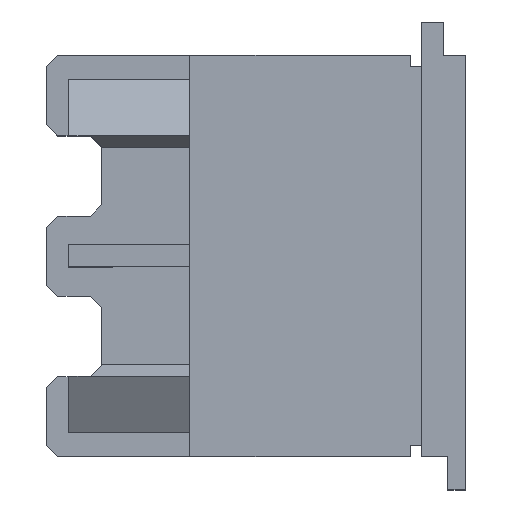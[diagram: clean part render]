
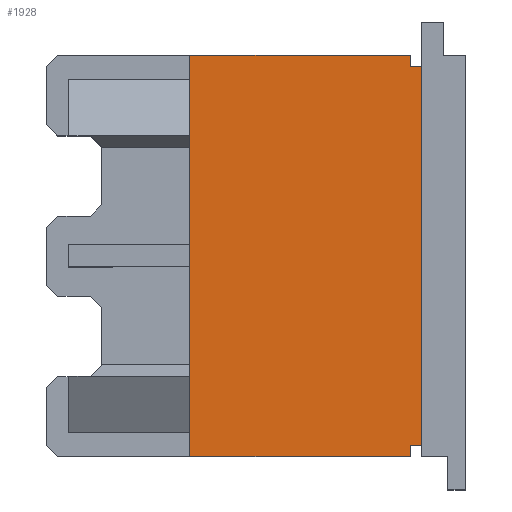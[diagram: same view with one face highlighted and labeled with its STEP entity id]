
A CAD part, top view. The second image highlights one B-rep face of the part: STEP entity #1928.
In plain terms, the highlighted planar face has unit normal (0, 0, 1).
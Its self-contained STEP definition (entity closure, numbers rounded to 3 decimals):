
#33 = LINE ( 'NONE', #6134, #2508 ) ;
#115 = CARTESIAN_POINT ( 'NONE',  ( -5.992, -9.1, 18. ) ) ;
#160 = DIRECTION ( 'NONE',  ( 0., -1., 0. ) ) ;
#177 = LINE ( 'NONE', #2981, #5187 ) ;
#204 = VECTOR ( 'NONE', #2114, 1000. ) ;
#279 = ORIENTED_EDGE ( 'NONE', *, *, #4389, .F. ) ;
#343 = EDGE_LOOP ( 'NONE', ( #2955, #3823, #279, #4997, #4408, #442, #2926, #2476 ) ) ;
#442 = ORIENTED_EDGE ( 'NONE', *, *, #2201, .F. ) ;
#445 = VERTEX_POINT ( 'NONE', #6125 ) ;
#492 = VECTOR ( 'NONE', #5456, 1000. ) ;
#619 = EDGE_CURVE ( 'NONE', #1769, #3313, #1657, .T. ) ;
#637 = DIRECTION ( 'NONE',  ( -1., 0., 0. ) ) ;
#658 = EDGE_CURVE ( 'NONE', #4044, #5864, #177, .T. ) ;
#859 = CARTESIAN_POINT ( 'NONE',  ( 10.5, 8.6, 18. ) ) ;
#1099 = VECTOR ( 'NONE', #2959, 1000. ) ;
#1344 = CARTESIAN_POINT ( 'NONE',  ( 10.5, -10.6, 18. ) ) ;
#1350 = CARTESIAN_POINT ( 'NONE',  ( 10.5, 8.6, 18. ) ) ;
#1657 = LINE ( 'NONE', #4961, #492 ) ;
#1760 = CARTESIAN_POINT ( 'NONE',  ( 10., -9.1, 18. ) ) ;
#1769 = VERTEX_POINT ( 'NONE', #5695 ) ;
#1808 = CARTESIAN_POINT ( 'NONE',  ( 10., 8.6, 18. ) ) ;
#1928 = ADVANCED_FACE ( 'NONE', ( #4673 ), #4351, .F. ) ;
#2114 = DIRECTION ( 'NONE',  ( -1., 0., 0. ) ) ;
#2201 = EDGE_CURVE ( 'NONE', #5160, #5864, #6297, .T. ) ;
#2251 = LINE ( 'NONE', #5953, #1099 ) ;
#2260 = DIRECTION ( 'NONE',  ( 0., -1., 0. ) ) ;
#2305 = VECTOR ( 'NONE', #4870, 1000. ) ;
#2348 = DIRECTION ( 'NONE',  ( -1., 0., 0. ) ) ;
#2476 = ORIENTED_EDGE ( 'NONE', *, *, #5322, .F. ) ;
#2494 = EDGE_CURVE ( 'NONE', #4995, #1769, #4343, .T. ) ;
#2508 = VECTOR ( 'NONE', #160, 1000. ) ;
#2926 = ORIENTED_EDGE ( 'NONE', *, *, #3756, .F. ) ;
#2955 = ORIENTED_EDGE ( 'NONE', *, *, #619, .F. ) ;
#2959 = DIRECTION ( 'NONE',  ( 1., 0., 0. ) ) ;
#2981 = CARTESIAN_POINT ( 'NONE',  ( 10.5, -10.6, 18. ) ) ;
#3116 = LINE ( 'NONE', #4639, #5469 ) ;
#3313 = VERTEX_POINT ( 'NONE', #5462 ) ;
#3455 = VECTOR ( 'NONE', #2260, 1000. ) ;
#3682 = CARTESIAN_POINT ( 'NONE',  ( 10., -9.1, 18. ) ) ;
#3756 = EDGE_CURVE ( 'NONE', #5360, #5160, #33, .T. ) ;
#3823 = ORIENTED_EDGE ( 'NONE', *, *, #2494, .F. ) ;
#4044 = VERTEX_POINT ( 'NONE', #4879 ) ;
#4343 = LINE ( 'NONE', #115, #204 ) ;
#4351 = PLANE ( 'NONE',  #5891 ) ;
#4389 = EDGE_CURVE ( 'NONE', #445, #4995, #5950, .T. ) ;
#4408 = ORIENTED_EDGE ( 'NONE', *, *, #658, .T. ) ;
#4639 = CARTESIAN_POINT ( 'NONE',  ( 10.5, -8.6, 18. ) ) ;
#4673 = FACE_OUTER_BOUND ( 'NONE', #343, .T. ) ;
#4870 = DIRECTION ( 'NONE',  ( 1., 0., 0. ) ) ;
#4879 = CARTESIAN_POINT ( 'NONE',  ( 10.5, -8.6, 18. ) ) ;
#4961 = CARTESIAN_POINT ( 'NONE',  ( 0., -10.6, 18. ) ) ;
#4995 = VERTEX_POINT ( 'NONE', #3682 ) ;
#4997 = ORIENTED_EDGE ( 'NONE', *, *, #5616, .F. ) ;
#5160 = VERTEX_POINT ( 'NONE', #1808 ) ;
#5187 = VECTOR ( 'NONE', #5963, 1000. ) ;
#5322 = EDGE_CURVE ( 'NONE', #3313, #5360, #2251, .T. ) ;
#5356 = DIRECTION ( 'NONE',  ( 0., 0., -1. ) ) ;
#5360 = VERTEX_POINT ( 'NONE', #5997 ) ;
#5456 = DIRECTION ( 'NONE',  ( 0., 1., 0. ) ) ;
#5462 = CARTESIAN_POINT ( 'NONE',  ( 0., 9.1, 18. ) ) ;
#5469 = VECTOR ( 'NONE', #637, 1000. ) ;
#5616 = EDGE_CURVE ( 'NONE', #4044, #445, #3116, .T. ) ;
#5695 = CARTESIAN_POINT ( 'NONE',  ( 0., -9.1, 18. ) ) ;
#5864 = VERTEX_POINT ( 'NONE', #1350 ) ;
#5891 = AXIS2_PLACEMENT_3D ( 'NONE', #1344, #5356, #2348 ) ;
#5950 = LINE ( 'NONE', #1760, #3455 ) ;
#5953 = CARTESIAN_POINT ( 'NONE',  ( 10., 9.1, 18. ) ) ;
#5963 = DIRECTION ( 'NONE',  ( 0., 1., 0. ) ) ;
#5997 = CARTESIAN_POINT ( 'NONE',  ( 10., 9.1, 18. ) ) ;
#6125 = CARTESIAN_POINT ( 'NONE',  ( 10., -8.6, 18. ) ) ;
#6134 = CARTESIAN_POINT ( 'NONE',  ( 10., 9.1, 18. ) ) ;
#6297 = LINE ( 'NONE', #859, #2305 ) ;
